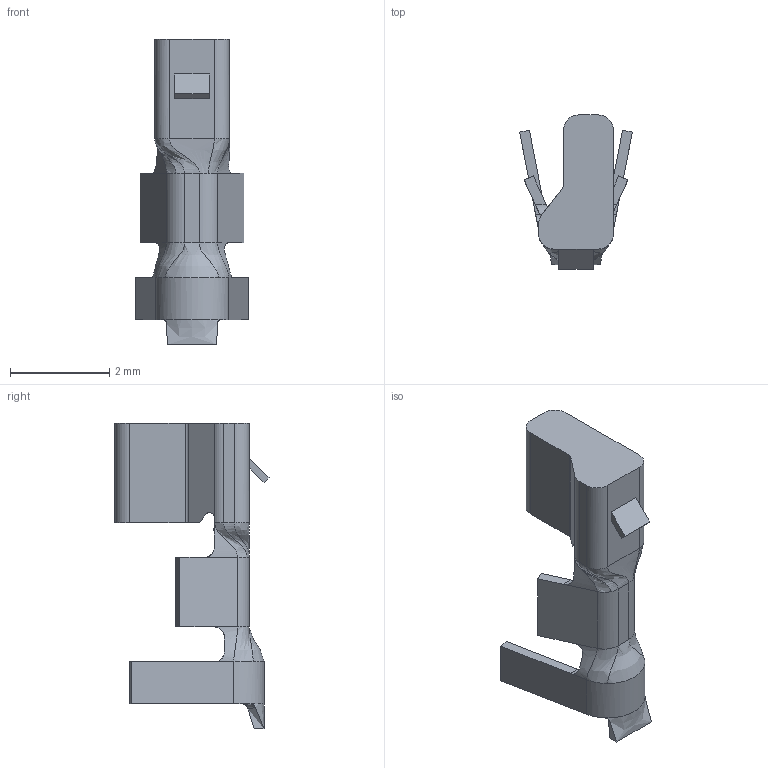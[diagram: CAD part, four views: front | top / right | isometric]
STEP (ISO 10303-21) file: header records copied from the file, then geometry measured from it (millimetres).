
FILE_DESCRIPTION( ('This file contains a STEP AP42 implementation' ,'as created by ZW3D STEP Interface translator.') ,'2;1' );
FILE_NAME( 'WF2006-TPSN01.stp' ,'23 421.14 736', (''), ('ZWCAD Software Co.'), 'Version 1.0', 'ZW3D to STEP translator', '' );
FILE_SCHEMA(('AUTOMOTIVE_DESIGN { 1 0 10303 214 1 1 1 1 }'));
Length unit declared in the file: millimetre
Products named in the file (2): 0; WF2006-TPSN01_A0_
Bounding box: 2.27 x 3.1 x 6.15 mm (x, y, z)
Volume: 8.5 mm3; surface area: 54 mm2
Topology: 1 solids, 1 shells, 105 faces, 261 edges, 158 vertices
Faces by surface type: plane 49, bspline 30, cylinder 26
Entity records: 4287 total; most frequent: CARTESIAN_POINT 1919, ORIENTED_EDGE 520, DIRECTION 357, EDGE_CURVE 260, VERTEX_POINT 158, VECTOR 157, LINE 157, EDGE_LOOP 106
